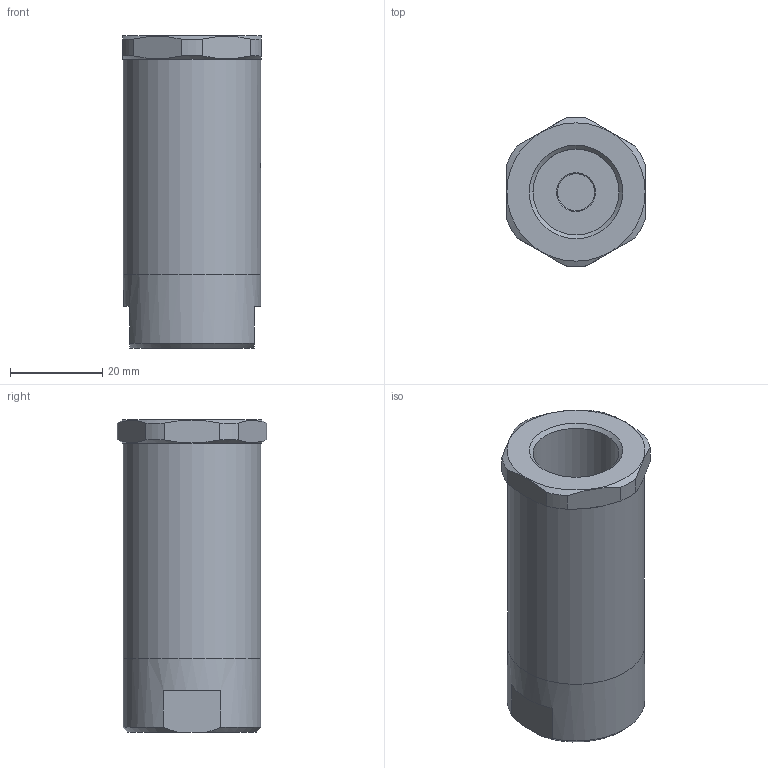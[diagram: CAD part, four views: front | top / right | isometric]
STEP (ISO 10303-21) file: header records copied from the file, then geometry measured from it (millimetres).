
FILE_DESCRIPTION((''),'2;1');
FILE_NAME('B-232A04xx.stp','2012-01-27T13:20:58',('frank schroers'),(''),'Autodesk Inventor 2008','Autodesk Inventor 2008','');
FILE_SCHEMA(('AUTOMOTIVE_DESIGN { 1 0 10303 214 1 1 1 1 }'));
Length unit declared in the file: millimetre
Products named in the file (6): B-232A04xx; 1711346 Deckel Eingang 232A534 1-2_01; 1711344 Gehuse 232A534 1-2_01; 1711348 Deckel 232 A 524    1-2_01; 1711352 Toolreg Kolben 232A552; 1711350 Toolreg Filter 232A562_01
Assembly tree (5 placements, depth 2):
  B-232A04xx
    1711346 Deckel Eingang 232A534 1-2_01
    1711344 Gehuse 232A534 1-2_01
    1711348 Deckel 232 A 524    1-2_01
    1711352 Toolreg Kolben 232A552
    1711350 Toolreg Filter 232A562_01
Bounding box: 30 x 32.26 x 67.5 mm (x, y, z)
Volume: 30528.6 mm3; surface area: 19787.7 mm2
Topology: 5 solids, 5 shells, 88 faces, 186 edges, 118 vertices
Faces by surface type: cylinder 33, plane 32, cone 22, torus 1
Full cylindrical faces by diameter (mm): 2 x1, 8 x1, 9 x1, 10.8 x2, 11 x1, 14 x1, 17.1 x1, 18.5 x1, 18.6 x3, 20.4 x2, 20.7 x1, 23.7 x3, 23.8 x1, 24.5 x2, 26 x2, 27 x2, 29.7 x2
Entity records: 2409 total; most frequent: CARTESIAN_POINT 547, DIRECTION 386, ORIENTED_EDGE 256, AXIS2_PLACEMENT_3D 183, EDGE_LOOP 158, EDGE_CURVE 128, VERTEX_POINT 110, FACE_OUTER_BOUND 88
